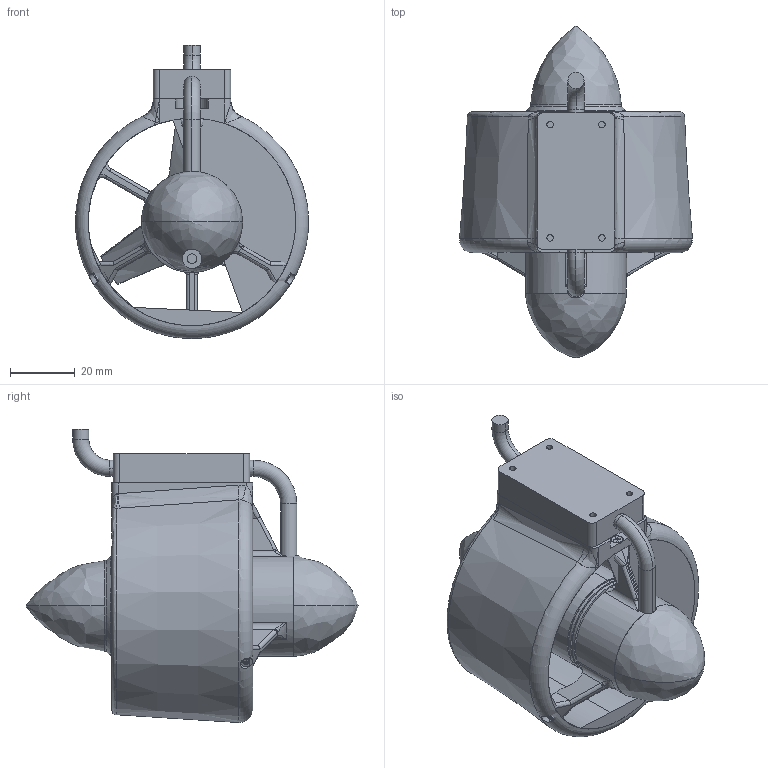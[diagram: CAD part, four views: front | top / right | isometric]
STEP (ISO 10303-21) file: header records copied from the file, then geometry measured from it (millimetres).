
FILE_DESCRIPTION (( 'STEP AP214' ), '1' );
FILE_NAME ('Äâèæ.STEP', '2020-08-21T06:21:38', ( '' ), ( '' ), 'SwSTEP 2.0', 'SolidWorks 2015', '' );
FILE_SCHEMA (( 'AUTOMOTIVE_DESIGN' ));
Length unit declared in the file: millimetre
Products named in the file (1): 攜鳽
Bounding box: 71.93 x 102.5 x 90.5 mm (x, y, z)
Volume: 78168 mm3; surface area: 55066.8 mm2
Topology: 11 solids, 11 shells, 656 faces, 1640 edges, 1022 vertices
Faces by surface type: cylinder 262, plane 237, torus 68, bspline 61, cone 28
Entity records: 30152 total; most frequent: CARTESIAN_POINT 7392, ORIENTED_EDGE 3236, DIRECTION 3217, EDGE_CURVE 1618, AXIS2_PLACEMENT_3D 1273, VERTEX_POINT 1022, EDGE_LOOP 732, CIRCLE 677
